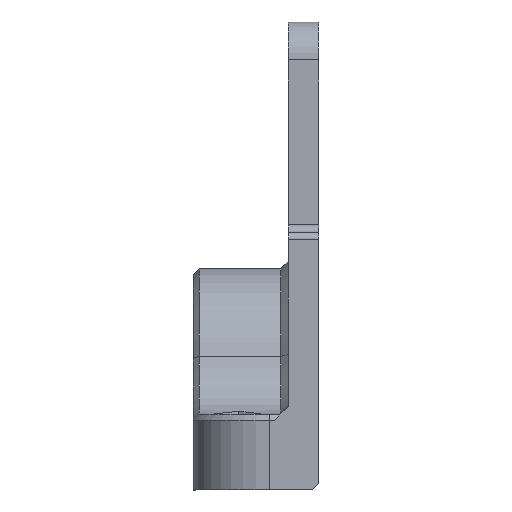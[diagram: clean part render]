
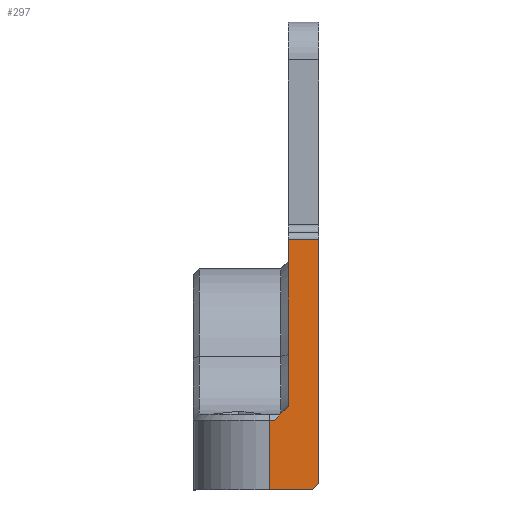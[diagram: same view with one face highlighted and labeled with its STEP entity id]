
A CAD part, left-side view. The second image highlights one B-rep face of the part: STEP entity #297.
In plain terms, the highlighted planar face has unit normal (-1, 0, 0).
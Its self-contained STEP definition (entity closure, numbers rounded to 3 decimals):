
#297=ADVANCED_FACE('',(#673),#675,.T.);
#673=FACE_BOUND('',#674,.T.);
#674=EDGE_LOOP('',(#2015,#2016,#2017,#2018,#2019,#2020,#2021,#2022));
#675=PLANE('',#676);
#676=AXIS2_PLACEMENT_3D('',#677,#678,#679);
#677=CARTESIAN_POINT('',(-47.5,0.,0.));
#678=DIRECTION('',(-1.,0.,0.));
#679=DIRECTION('',(0.,0.,1.));
#2015=ORIENTED_EDGE('',*,*,#2967,.T.);
#2016=ORIENTED_EDGE('',*,*,#3008,.F.);
#2017=ORIENTED_EDGE('',*,*,#3009,.F.);
#2018=ORIENTED_EDGE('',*,*,#3010,.F.);
#2019=ORIENTED_EDGE('',*,*,#3011,.T.);
#2020=ORIENTED_EDGE('',*,*,#3012,.T.);
#2021=ORIENTED_EDGE('',*,*,#3013,.F.);
#2022=ORIENTED_EDGE('',*,*,#2969,.F.);
#2967=EDGE_CURVE('',#3533,#3530,#3534,.T.);
#2969=EDGE_CURVE('',#3533,#3536,#3537,.F.);
#3008=EDGE_CURVE('',#3600,#3530,#3602,.T.);
#3009=EDGE_CURVE('',#3603,#3600,#3604,.T.);
#3010=EDGE_CURVE('',#3605,#3603,#3606,.F.);
#3011=EDGE_CURVE('',#3605,#3607,#3608,.T.);
#3012=EDGE_CURVE('',#3607,#3609,#3610,.T.);
#3013=EDGE_CURVE('',#3536,#3609,#3611,.T.);
#3530=VERTEX_POINT('',#4509);
#3533=VERTEX_POINT('',#4517);
#3534=LINE('',#4518,#4519);
#3536=VERTEX_POINT('',#4524);
#3537=LINE('',#4525,#4526);
#3600=VERTEX_POINT('',#4675);
#3602=LINE('',#4680,#4681);
#3603=VERTEX_POINT('',#4683);
#3604=LINE('',#4684,#4685);
#3605=VERTEX_POINT('',#4687);
#3606=LINE('',#4688,#4689);
#3607=VERTEX_POINT('',#4691);
#3608=LINE('',#4692,#4693);
#3609=VERTEX_POINT('',#4695);
#3610=LINE('',#4696,#4697);
#3611=LINE('',#4699,#4700);
#4509=CARTESIAN_POINT('',(-47.5,6.5,9.2));
#4517=CARTESIAN_POINT('',(-47.5,5.8,9.2));
#4518=CARTESIAN_POINT('',(-47.5,5.8,9.2));
#4519=VECTOR('',#4520,1.);
#4520=DIRECTION('',(0.,1.,0.));
#4524=CARTESIAN_POINT('',(-47.5,4.,11.));
#4525=CARTESIAN_POINT('',(-47.5,4.,11.));
#4526=VECTOR('',#4527,1.);
#4527=DIRECTION('',(0.,0.707,-0.707));
#4675=CARTESIAN_POINT('',(-47.5,6.5,0.));
#4680=CARTESIAN_POINT('',(-47.5,6.5,0.));
#4681=VECTOR('',#4682,1.);
#4682=DIRECTION('',(0.,0.,1.));
#4683=CARTESIAN_POINT('',(-47.5,0.8,0.));
#4684=CARTESIAN_POINT('',(-47.5,0.8,0.));
#4685=VECTOR('',#4686,1.);
#4686=DIRECTION('',(0.,1.,0.));
#4687=CARTESIAN_POINT('',(-47.5,0.,0.8));
#4688=CARTESIAN_POINT('',(-47.5,0.8,0.));
#4689=VECTOR('',#4690,1.);
#4690=DIRECTION('',(0.,-0.707,0.707));
#4691=CARTESIAN_POINT('',(-47.5,0.,33.));
#4692=CARTESIAN_POINT('',(-47.5,0.,0.8));
#4693=VECTOR('',#4694,1.);
#4694=DIRECTION('',(0.,0.,1.));
#4695=CARTESIAN_POINT('',(-47.5,4.,33.));
#4696=CARTESIAN_POINT('',(-47.5,0.,33.));
#4697=VECTOR('',#4698,1.);
#4698=DIRECTION('',(0.,1.,0.));
#4699=CARTESIAN_POINT('',(-47.5,4.,11.));
#4700=VECTOR('',#4701,1.);
#4701=DIRECTION('',(0.,0.,1.));
